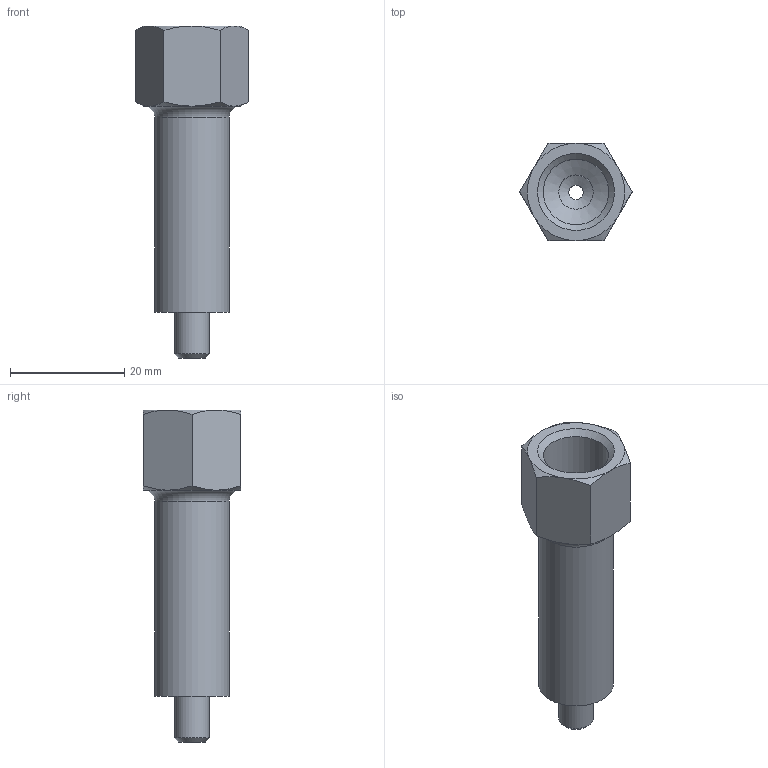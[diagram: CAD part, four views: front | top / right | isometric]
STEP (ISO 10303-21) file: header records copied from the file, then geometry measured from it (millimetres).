
FILE_DESCRIPTION(/* description */ (''),/* implementation_level */ '2;1');
FILE_NAME(/* name */ 'Verlaengerung_50mm_M6a_x_G1_4i_Edelstahl_109697.stp',/* time_stamp */ '2015-04-14T13:51:53+02:00',/* author */ ('002180'),/* organization */ (''),/* preprocessor_version */ 'ST-DEVELOPER v15.6',/* originating_system */ 'Autodesk Inventor 2015',/* authorisation */ '');
FILE_SCHEMA (('AUTOMOTIVE_DESIGN { 1 0 10303 214 3 1 1 }'));
Length unit declared in the file: millimetre
Products named in the file (1): anver11a_M6
Bounding box: 19.63 x 17 x 58 mm (x, y, z)
Volume: 6168.6 mm3; surface area: 4006.2 mm2
Topology: 1 solids, 1 shells, 31 faces, 67 edges, 39 vertices
Faces by surface type: cone 16, plane 9, cylinder 5, torus 1
Full cylindrical faces by diameter (mm): 2.5 x1, 6 x2, 11.445 x1, 13 x1
Entity records: 756 total; most frequent: CARTESIAN_POINT 170, DIRECTION 118, ORIENTED_EDGE 108, AXIS2_PLACEMENT_3D 56, EDGE_CURVE 54, EDGE_LOOP 44, VERTEX_POINT 36, FACE_OUTER_BOUND 31
